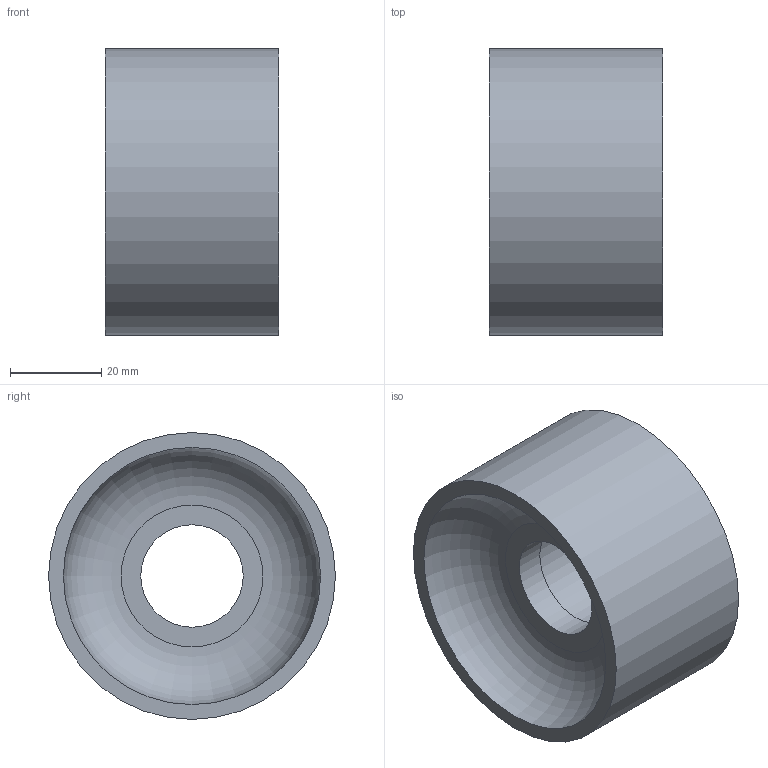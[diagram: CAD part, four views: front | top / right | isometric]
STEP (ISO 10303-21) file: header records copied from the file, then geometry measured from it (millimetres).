
FILE_DESCRIPTION((''),'2;1');
FILE_NAME('PV50100A063025.stp','2022-02-21T13:20:24',('RL'),(''),'Autodesk Inventor 2012','Autodesk Inventor 2012','');
FILE_SCHEMA(('AUTOMOTIVE_DESIGN { 1 0 10303 214 1 1 1 1 }'));
Length unit declared in the file: millimetre
Products named in the file (1): PV50100A063025
Bounding box: 38 x 63 x 63 mm (x, y, z)
Volume: 56740.5 mm3; surface area: 20801.3 mm2
Topology: 1 solids, 1 shells, 12 faces, 19 edges, 12 vertices
Faces by surface type: cylinder 5, plane 5, torus 2
Full cylindrical faces by diameter (mm): 22.5 x1, 25 x1, 34.5 x1, 53.5 x1, 63 x1
Entity records: 281 total; most frequent: DIRECTION 50, CARTESIAN_POINT 37, AXIS2_PLACEMENT_3D 25, ORIENTED_EDGE 24, EDGE_LOOP 24, VERTEX_POINT 12, CIRCLE 12, EDGE_CURVE 12
